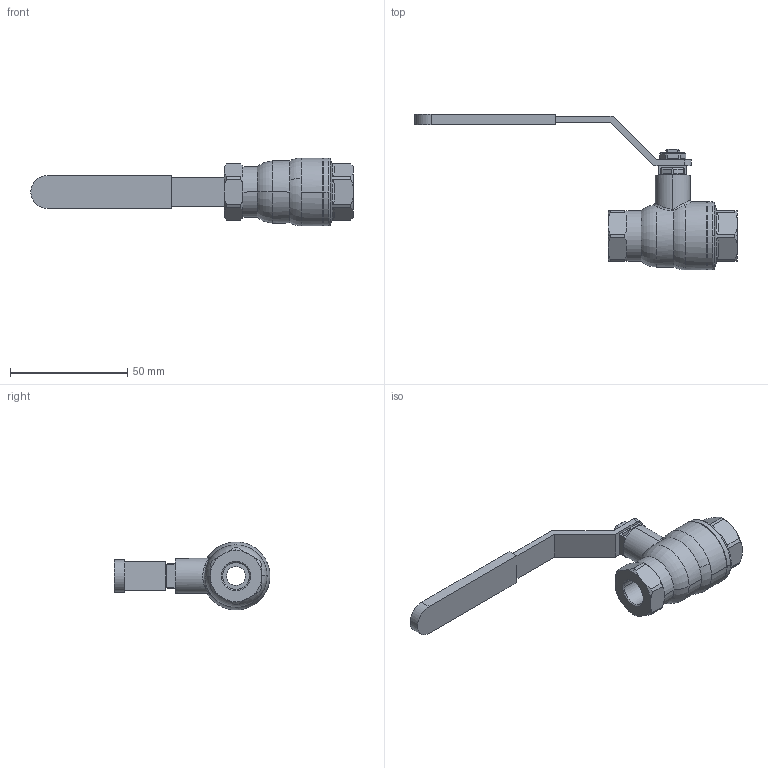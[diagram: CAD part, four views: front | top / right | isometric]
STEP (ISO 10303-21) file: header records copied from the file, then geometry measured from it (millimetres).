
FILE_DESCRIPTION(('CoCreate Modeling STEP Export'),'2;1');
FILE_NAME('900-1_4-STEP-KUNDE.stp','2014-10-23T15:01:14',(''),(''),'CoCreate Modeling STEP processor for AP214 (Solid Model)','CoCreate Modeling 16.50A 01-Dec-2009 (C) Parametric Technology GmbH','');
FILE_SCHEMA(('AUTOMOTIVE_DESIGN { 1 0 10303 214 1 1 1 1 }'));
Length unit declared in the file: millimetre
Products named in the file (8): Ummantelung_010-015; Hebel_010-015; Mutterhalteplatte; M6-niedrig; 8.103.010; Assem1; 900-02
Assembly tree (8 placements, depth 4):
  900-02
    Assem1
      8.103.010
      M6-niedrig  x2
      Mutterhalteplatte
      Hebel_010-015
        Hebel_010-015
        Ummantelung_010-015
Bounding box: 137.5 x 66.5 x 29 mm (x, y, z)
Volume: 32431.7 mm3; surface area: 16485.7 mm2
Topology: 6 solids, 6 shells, 228 faces, 618 edges, 408 vertices
Faces by surface type: plane 114, cylinder 56, cone 40, bspline 12, torus 6
Entity records: 9038 total; most frequent: CARTESIAN_POINT 2752, ORIENTED_EDGE 1052, DIRECTION 820, EDGE_CURVE 526, VERTEX_POINT 346, AXIS2_PLACEMENT_3D 280, VECTOR 260, LINE 260
